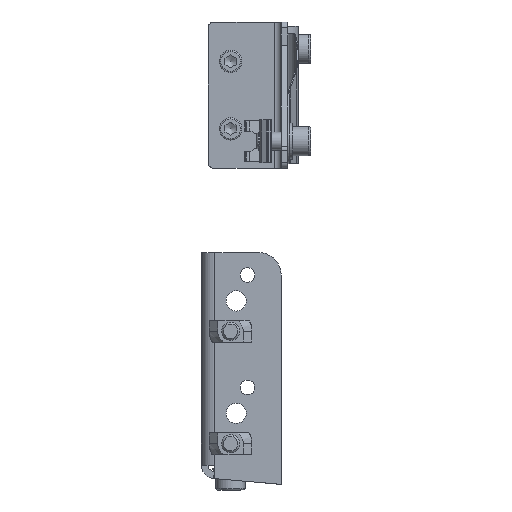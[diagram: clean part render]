
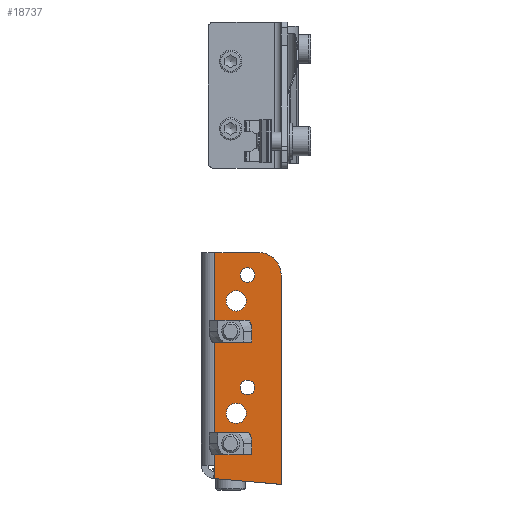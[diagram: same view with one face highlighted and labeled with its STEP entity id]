
A CAD part, left-side view. The second image highlights one B-rep face of the part: STEP entity #18737.
In plain terms, the highlighted planar face has unit normal (-1, 0, 0).
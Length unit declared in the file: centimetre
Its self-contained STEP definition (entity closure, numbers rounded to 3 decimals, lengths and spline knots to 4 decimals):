
#974=LINE('',#29417,#2392);
#977=LINE('',#29425,#2395);
#978=LINE('',#29427,#2396);
#979=LINE('',#29429,#2397);
#980=LINE('',#29430,#2398);
#2392=VECTOR('',#23401,9.3106);
#2395=VECTOR('',#23410,1.95);
#2396=VECTOR('',#23411,9.4502);
#2397=VECTOR('',#23412,0.6023);
#2398=VECTOR('',#23413,2.9613);
#3832=PLANE('',#20125);
#4283=FACE_BOUND('',#5906,.T.);
#4284=FACE_BOUND('',#5907,.T.);
#4285=FACE_BOUND('',#5908,.T.);
#4286=FACE_BOUND('',#5909,.T.);
#4287=FACE_BOUND('',#5910,.T.);
#4288=FACE_BOUND('',#5911,.T.);
#4785=FACE_OUTER_BOUND('',#5905,.T.);
#5905=EDGE_LOOP('',(#13640,#13641,#13642,#13643,#13644,#13645));
#5906=EDGE_LOOP('',(#13646));
#5907=EDGE_LOOP('',(#13647));
#5908=EDGE_LOOP('',(#13648));
#5909=EDGE_LOOP('',(#13649));
#5910=EDGE_LOOP('',(#13650));
#5911=EDGE_LOOP('',(#13651));
#6809=CIRCLE('',#20087,0.45);
#6810=CIRCLE('',#20089,0.45);
#6811=CIRCLE('',#20091,0.325);
#6813=CIRCLE('',#20094,0.325);
#6815=CIRCLE('',#20097,0.45);
#6817=CIRCLE('',#20100,0.45);
#6826=CIRCLE('',#20119,1.);
#7864=VERTEX_POINT('',#29313);
#7865=VERTEX_POINT('',#29316);
#7866=VERTEX_POINT('',#29319);
#7868=VERTEX_POINT('',#29324);
#7870=VERTEX_POINT('',#29329);
#7872=VERTEX_POINT('',#29334);
#7894=VERTEX_POINT('',#29397);
#7895=VERTEX_POINT('',#29398);
#7902=VERTEX_POINT('',#29416);
#7904=VERTEX_POINT('',#29424);
#7905=VERTEX_POINT('',#29426);
#7906=VERTEX_POINT('',#29428);
#9953=EDGE_CURVE('',#7864,#7864,#6809,.T.);
#9954=EDGE_CURVE('',#7865,#7865,#6810,.T.);
#9955=EDGE_CURVE('',#7866,#7866,#6811,.T.);
#9957=EDGE_CURVE('',#7868,#7868,#6813,.T.);
#9959=EDGE_CURVE('',#7870,#7870,#6815,.T.);
#9961=EDGE_CURVE('',#7872,#7872,#6817,.T.);
#9992=EDGE_CURVE('',#7894,#7895,#6826,.T.);
#10001=EDGE_CURVE('',#7895,#7902,#974,.T.);
#10005=EDGE_CURVE('',#7894,#7904,#977,.T.);
#10006=EDGE_CURVE('',#7905,#7904,#978,.T.);
#10007=EDGE_CURVE('',#7906,#7905,#979,.T.);
#10008=EDGE_CURVE('',#7902,#7906,#980,.T.);
#13640=ORIENTED_EDGE('',*,*,#9992,.F.);
#13641=ORIENTED_EDGE('',*,*,#10005,.T.);
#13642=ORIENTED_EDGE('',*,*,#10006,.F.);
#13643=ORIENTED_EDGE('',*,*,#10007,.F.);
#13644=ORIENTED_EDGE('',*,*,#10008,.F.);
#13645=ORIENTED_EDGE('',*,*,#10001,.F.);
#13646=ORIENTED_EDGE('',*,*,#9953,.T.);
#13647=ORIENTED_EDGE('',*,*,#9954,.T.);
#13648=ORIENTED_EDGE('',*,*,#9955,.T.);
#13649=ORIENTED_EDGE('',*,*,#9957,.T.);
#13650=ORIENTED_EDGE('',*,*,#9959,.T.);
#13651=ORIENTED_EDGE('',*,*,#9961,.T.);
#18737=ADVANCED_FACE('',(#4785,#4283,#4284,#4285,#4286,#4287,#4288),#3832,
 .F.);
#20087=AXIS2_PLACEMENT_3D('',#29314,#23300,#23301);
#20089=AXIS2_PLACEMENT_3D('',#29317,#23304,#23305);
#20091=AXIS2_PLACEMENT_3D('',#29320,#23308,#23309);
#20094=AXIS2_PLACEMENT_3D('',#29325,#23314,#23315);
#20097=AXIS2_PLACEMENT_3D('',#29330,#23320,#23321);
#20100=AXIS2_PLACEMENT_3D('',#29335,#23326,#23327);
#20119=AXIS2_PLACEMENT_3D('',#29399,#23386,#23387);
#20125=AXIS2_PLACEMENT_3D('',#29423,#23408,#23409);
#23300=DIRECTION('center_axis',(1.,0.,0.));
#23301=DIRECTION('ref_axis',(0.,1.,0.));
#23304=DIRECTION('center_axis',(1.,0.,0.));
#23305=DIRECTION('ref_axis',(0.,1.,0.));
#23308=DIRECTION('center_axis',(1.,0.,0.));
#23309=DIRECTION('ref_axis',(0.,1.,0.));
#23314=DIRECTION('center_axis',(1.,0.,0.));
#23315=DIRECTION('ref_axis',(0.,1.,0.));
#23320=DIRECTION('center_axis',(1.,0.,0.));
#23321=DIRECTION('ref_axis',(0.,-1.,0.));
#23326=DIRECTION('center_axis',(1.,0.,0.));
#23327=DIRECTION('ref_axis',(0.,-1.,0.));
#23386=DIRECTION('center_axis',(1.,0.,0.));
#23387=DIRECTION('ref_axis',(0.,-0.707,0.707));
#23401=DIRECTION('',(0.,0.,-1.));
#23408=DIRECTION('center_axis',(1.,0.,0.));
#23409=DIRECTION('ref_axis',(0.,1.,0.));
#23410=DIRECTION('',(0.,1.,0.));
#23411=DIRECTION('',(0.,0.,1.));
#23412=DIRECTION('',(0.,0.,1.));
#23413=DIRECTION('',(0.,0.996,0.087));
#29313=CARTESIAN_POINT('',(-11.0825,-0.45,1.1));
#29314=CARTESIAN_POINT('Origin',(-11.0825,0.,
1.1));
#29316=CARTESIAN_POINT('',(-11.0825,-0.45,6.1));
#29317=CARTESIAN_POINT('Origin',(-11.0825,0.,
6.1));
#29319=CARTESIAN_POINT('',(-11.0825,-1.075,3.6));
#29320=CARTESIAN_POINT('Origin',(-11.0825,-0.75,3.6));
#29324=CARTESIAN_POINT('',(-11.0825,-1.075,8.6));
#29325=CARTESIAN_POINT('Origin',(-11.0825,-0.75,8.6));
#29329=CARTESIAN_POINT('',(-11.0825,-0.7,7.45));
#29330=CARTESIAN_POINT('Origin',(-11.0825,-0.25,7.45));
#29334=CARTESIAN_POINT('',(-11.0825,-0.7,2.45));
#29335=CARTESIAN_POINT('Origin',(-11.0825,-0.25,2.45));
#29397=CARTESIAN_POINT('',(-11.0825,-1.25,9.6));
#29398=CARTESIAN_POINT('',(-11.0825,-2.25,8.6));
#29399=CARTESIAN_POINT('Origin',(-11.0825,-1.25,8.6));
#29416=CARTESIAN_POINT('',(-11.0825,-2.25,-0.7106));
#29417=CARTESIAN_POINT('',(-11.0825,-2.25,9.6));
#29423=CARTESIAN_POINT('Origin',(-11.0825,-0.775,3.6687));
#29424=CARTESIAN_POINT('',(-11.0825,0.7,9.6));
#29425=CARTESIAN_POINT('',(-11.0825,-2.25,9.6));
#29426=CARTESIAN_POINT('',(-11.0825,0.7,0.1498));
#29427=CARTESIAN_POINT('',(-11.0825,0.7,9.6));
#29428=CARTESIAN_POINT('',(-11.0825,0.7,-0.4525));
#29429=CARTESIAN_POINT('',(-11.0825,0.7,9.6));
#29430=CARTESIAN_POINT('',(-11.0825,0.7,-0.4525));
